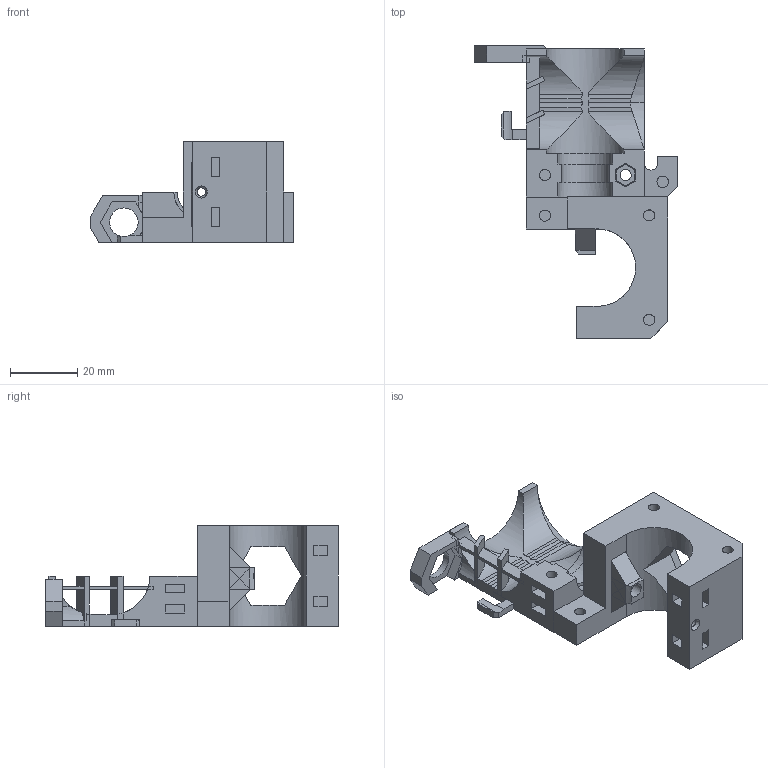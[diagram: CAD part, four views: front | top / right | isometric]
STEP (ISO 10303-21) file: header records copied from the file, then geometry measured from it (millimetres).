
FILE_DESCRIPTION(('FreeCAD Model'),'2;1');
FILE_NAME('extruder-body.step','2020-04-20T15:01:00',('Author'),(''), 'Open CASCADE STEP processor 7.3','FreeCAD','Unknown');
FILE_SCHEMA(('AUTOMOTIVE_DESIGN { 1 0 10303 214 1 1 1 1 }'));
Length unit declared in the file: millimetre
Products named in the file (1): difference008
Bounding box: 60.5 x 87 x 30 mm (x, y, z)
Volume: 33011.5 mm3; surface area: 16186.5 mm2
Topology: 1 solids, 3 shells, 286 faces, 732 edges, 466 vertices
Faces by surface type: plane 227, cylinder 44, bspline 12, cone 3
Full cylindrical faces by diameter (mm): 2.5 x1, 2.7 x1, 3 x1, 3.3 x7, 3.4 x1, 4.3 x1, 6.2 x3, 8.5 x1
Entity records: 22168 total; most frequent: CARTESIAN_POINT 6043, DIRECTION 2405, LINE 1537, VECTOR 1537, ORIENTED_EDGE 1464, PCURVE 1464, DEFINITIONAL_REPRESENTATION 1464, EDGE_CURVE 732
